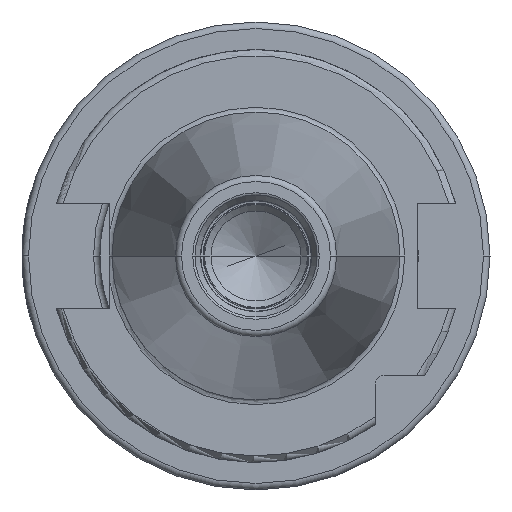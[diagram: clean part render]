
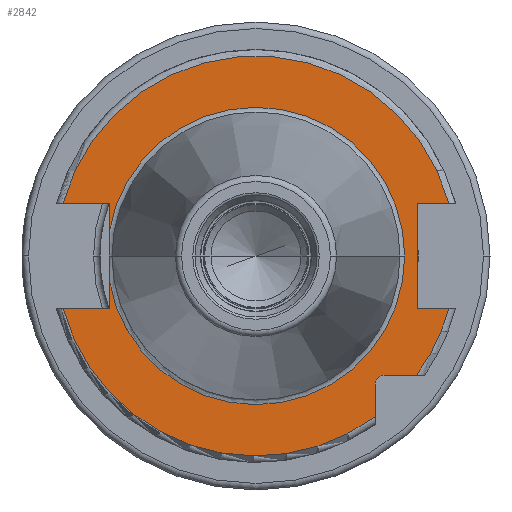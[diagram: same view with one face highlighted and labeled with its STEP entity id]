
A CAD part, left-side view. The second image highlights one B-rep face of the part: STEP entity #2842.
In plain terms, the highlighted planar face has unit normal (-1, 0, 0).
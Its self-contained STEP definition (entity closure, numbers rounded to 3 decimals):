
#117=CARTESIAN_POINT('',(3.2,0.,0.));
#118=DIRECTION('',(-1.,0.,0.));
#119=DIRECTION('',(0.,0.986,-0.168));
#120=AXIS2_PLACEMENT_3D('',#117,#118,#119);
#883=DIRECTION('',(0.,-1.,0.));
#884=VECTOR('',#883,4.99);
#885=CARTESIAN_POINT('',(3.2,-19.7,-18.35));
#886=LINE('',#885,#884);
#887=DIRECTION('',(0.,0.,1.));
#888=VECTOR('',#887,4.99);
#889=CARTESIAN_POINT('',(3.2,-18.35,-24.69));
#890=LINE('',#889,#888);
#891=CARTESIAN_POINT('',(3.2,0.,0.));
#892=DIRECTION('',(-1.,0.,0.));
#893=DIRECTION('',(0.,0.965,-0.263));
#894=AXIS2_PLACEMENT_3D('',#891,#892,#893);
#896=DIRECTION('',(0.,-1.,0.));
#897=VECTOR('',#896,7.127);
#898=CARTESIAN_POINT('',(3.2,29.677,-8.1));
#899=LINE('',#898,#897);
#900=DIRECTION('',(0.,0.,-1.));
#901=VECTOR('',#900,4.258);
#902=CARTESIAN_POINT('',(3.2,22.55,-3.842));
#903=LINE('',#902,#901);
#904=DIRECTION('',(0.,0.,-1.));
#905=VECTOR('',#904,4.258);
#906=CARTESIAN_POINT('',(3.2,22.55,8.1));
#907=LINE('',#906,#905);
#908=DIRECTION('',(0.,-1.,0.));
#909=VECTOR('',#908,7.127);
#910=CARTESIAN_POINT('',(3.2,29.677,8.1));
#911=LINE('',#910,#909);
#912=CARTESIAN_POINT('',(3.2,0.,0.));
#913=DIRECTION('',(1.,0.,0.));
#914=DIRECTION('',(0.,0.965,0.263));
#915=AXIS2_PLACEMENT_3D('',#912,#913,#914);
#917=DIRECTION('',(0.,1.,0.));
#918=VECTOR('',#917,4.827);
#919=CARTESIAN_POINT('',(3.2,-29.677,8.1));
#920=LINE('',#919,#918);
#921=DIRECTION('',(0.,0.,1.));
#922=VECTOR('',#921,16.2);
#923=CARTESIAN_POINT('',(3.2,-24.85,-8.1));
#924=LINE('',#923,#922);
#925=DIRECTION('',(0.,1.,0.));
#926=VECTOR('',#925,4.827);
#927=CARTESIAN_POINT('',(3.2,-29.677,-8.1));
#928=LINE('',#927,#926);
#929=CARTESIAN_POINT('',(3.2,0.,0.));
#930=DIRECTION('',(-1.,0.,0.));
#931=DIRECTION('',(0.,-0.803,-0.597));
#932=AXIS2_PLACEMENT_3D('',#929,#930,#931);
#943=CARTESIAN_POINT('',(3.2,-19.7,-19.7));
#944=DIRECTION('',(1.,0.,0.));
#945=DIRECTION('',(0.,1.,0.));
#946=AXIS2_PLACEMENT_3D('',#943,#944,#945);
#1333=CARTESIAN_POINT('',(3.2,0.,0.));
#1334=DIRECTION('',(1.,0.,0.));
#1335=DIRECTION('',(0.,0.986,0.168));
#1336=AXIS2_PLACEMENT_3D('',#1333,#1334,#1335);
#1583=CARTESIAN_POINT('',(3.2,-22.875,0.));
#1585=VERTEX_POINT('',#1583);
#1725=CARTESIAN_POINT('',(3.2,29.677,8.1));
#1726=CARTESIAN_POINT('',(3.2,22.55,8.1));
#1727=VERTEX_POINT('',#1725);
#1728=VERTEX_POINT('',#1726);
#1729=CARTESIAN_POINT('',(3.2,22.55,3.842));
#1730=VERTEX_POINT('',#1729);
#1731=CARTESIAN_POINT('',(3.2,22.55,-3.842));
#1732=CARTESIAN_POINT('',(3.2,22.55,-8.1));
#1733=VERTEX_POINT('',#1731);
#1734=VERTEX_POINT('',#1732);
#1735=CARTESIAN_POINT('',(3.2,29.677,-8.1));
#1736=VERTEX_POINT('',#1735);
#1737=CARTESIAN_POINT('',(3.2,-29.677,-8.1));
#1738=CARTESIAN_POINT('',(3.2,-24.85,-8.1));
#1739=VERTEX_POINT('',#1737);
#1740=VERTEX_POINT('',#1738);
#1741=CARTESIAN_POINT('',(3.2,-24.85,8.1));
#1742=VERTEX_POINT('',#1741);
#1743=CARTESIAN_POINT('',(3.2,-29.677,8.1));
#1744=VERTEX_POINT('',#1743);
#1770=CARTESIAN_POINT('',(3.2,-18.35,-24.69));
#1771=VERTEX_POINT('',#1770);
#1778=CARTESIAN_POINT('',(3.2,-19.7,-18.35));
#1779=CARTESIAN_POINT('',(3.2,-24.69,-18.35));
#1780=VERTEX_POINT('',#1778);
#1781=VERTEX_POINT('',#1779);
#1782=CARTESIAN_POINT('',(3.2,-18.35,-19.7));
#1783=VERTEX_POINT('',#1782);
#2813=CARTESIAN_POINT('',(3.2,0.,0.));
#2814=DIRECTION('',(1.,0.,0.));
#2815=DIRECTION('',(0.,-1.,0.));
#2816=AXIS2_PLACEMENT_3D('',#2813,#2814,#2815);
#2817=PLANE('',#2816);
#2819=ORIENTED_EDGE('',*,*,#2818,.F.);
#2821=ORIENTED_EDGE('',*,*,#2820,.F.);
#2823=ORIENTED_EDGE('',*,*,#2822,.F.);
#2825=ORIENTED_EDGE('',*,*,#2824,.F.);
#2826=ORIENTED_EDGE('',*,*,#2471,.T.);
#2827=ORIENTED_EDGE('',*,*,#2024,.F.);
#2828=ORIENTED_EDGE('',*,*,#2005,.T.);
#2830=ORIENTED_EDGE('',*,*,#2829,.F.);
#2831=ORIENTED_EDGE('',*,*,#2019,.F.);
#2832=ORIENTED_EDGE('',*,*,#2082,.F.);
#2834=ORIENTED_EDGE('',*,*,#2833,.T.);
#2835=ORIENTED_EDGE('',*,*,#2792,.T.);
#2836=ORIENTED_EDGE('',*,*,#2548,.F.);
#2837=ORIENTED_EDGE('',*,*,#2568,.F.);
#2839=ORIENTED_EDGE('',*,*,#2838,.F.);
#2840=EDGE_LOOP('',(#2819,#2821,#2823,#2825,#2826,#2827,#2828,#2830,#2831,#2832,
#2834,#2835,#2836,#2837,#2839));
#2841=FACE_OUTER_BOUND('',#2840,.F.);
#2842=ADVANCED_FACE('',(#2841),#2817,.F.);
#121=CIRCLE('',#120,22.875);
#895=CIRCLE('',#894,30.763);
#916=CIRCLE('',#915,30.763);
#933=CIRCLE('',#932,30.763);
#947=CIRCLE('',#946,1.35);
#1337=CIRCLE('',#1336,22.875);
#2005=EDGE_CURVE('',#1733,#1585,#121,.T.);
#2019=EDGE_CURVE('',#1728,#1730,#907,.T.);
#2024=EDGE_CURVE('',#1733,#1734,#903,.T.);
#2082=EDGE_CURVE('',#1727,#1728,#911,.T.);
#2471=EDGE_CURVE('',#1736,#1734,#899,.T.);
#2548=EDGE_CURVE('',#1740,#1742,#924,.T.);
#2568=EDGE_CURVE('',#1739,#1740,#928,.T.);
#2792=EDGE_CURVE('',#1744,#1742,#920,.T.);
#2818=EDGE_CURVE('',#1780,#1781,#886,.T.);
#2820=EDGE_CURVE('',#1783,#1780,#947,.T.);
#2822=EDGE_CURVE('',#1771,#1783,#890,.T.);
#2824=EDGE_CURVE('',#1736,#1771,#895,.T.);
#2829=EDGE_CURVE('',#1730,#1585,#1337,.T.);
#2833=EDGE_CURVE('',#1727,#1744,#916,.T.);
#2838=EDGE_CURVE('',#1781,#1739,#933,.T.);
